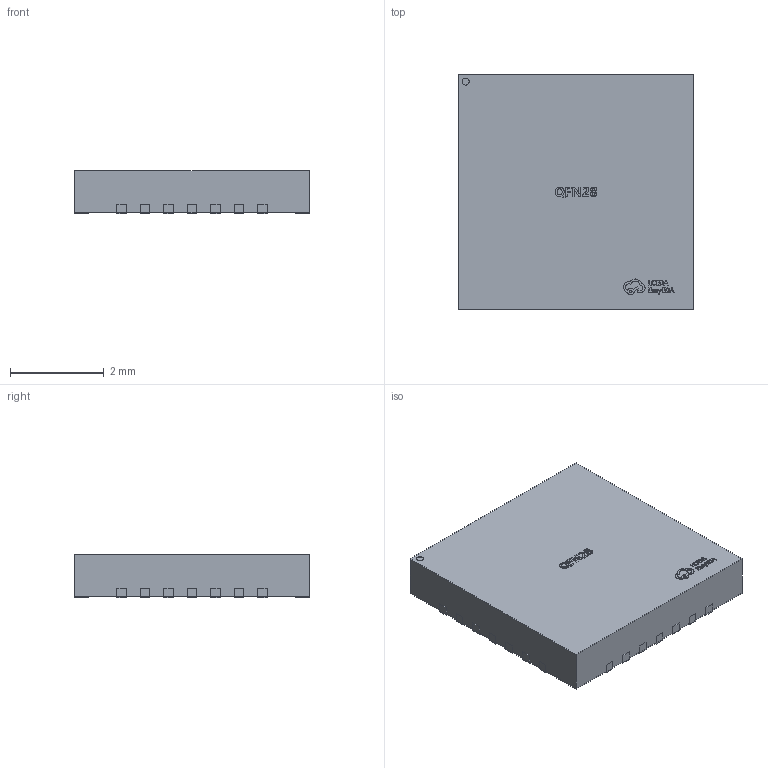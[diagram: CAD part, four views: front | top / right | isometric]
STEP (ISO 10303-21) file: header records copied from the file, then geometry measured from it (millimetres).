
FILE_DESCRIPTION (( 'STEP AP214' ), '1' );
FILE_NAME ('QFN-28_L5.0-W5.0-H0.9-P0.50.step', '2022-07-15T03:11:18', ( '' ), ( '' ), 'SwSTEP 2.0', 'SolidWorks 2020', '' );
FILE_SCHEMA (( 'AUTOMOTIVE_DESIGN' ));
Length unit declared in the file: millimetre
Products named in the file (1): QFN-28_L5.0-W5.0-H0.9-P0.50
Bounding box: 5.02 x 5.02 x 0.93 mm (x, y, z)
Volume: 22.8 mm3; surface area: 77.1 mm2
Topology: 29 solids, 29 shells, 536 faces, 1329 edges, 886 vertices
Faces by surface type: plane 384, bspline 150, cylinder 2
Entity records: 24991 total; most frequent: CARTESIAN_POINT 7062, ORIENTED_EDGE 2658, DIRECTION 1803, EDGE_CURVE 1329, VECTOR 1021, LINE 1021, VERTEX_POINT 886, EDGE_LOOP 571
